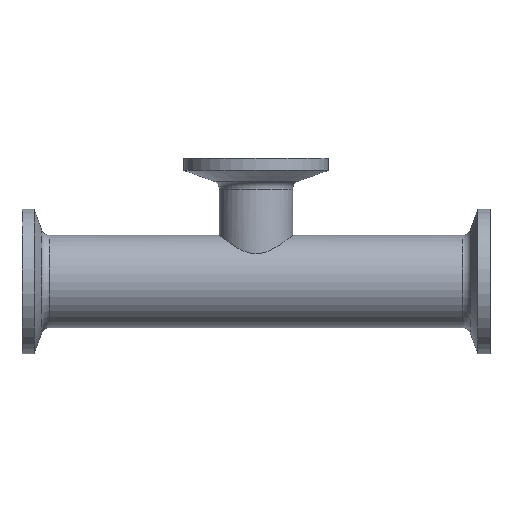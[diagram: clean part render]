
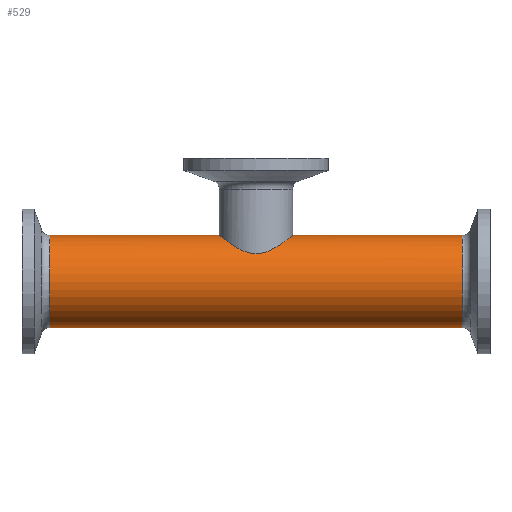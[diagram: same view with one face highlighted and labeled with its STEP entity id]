
A CAD part, front view. The second image highlights one B-rep face of the part: STEP entity #529.
In plain terms, the highlighted cylindrical face has radius 10.85 mm (diameter 21.7 mm), a full revolution.
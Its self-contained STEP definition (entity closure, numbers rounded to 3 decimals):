
#17=FACE_BOUND('',#131,.T.);
#29=B_SPLINE_CURVE_WITH_KNOTS('',3,(#884,#885,#886,#887,#888,#889,#890,
#891,#892,#893,#894,#895,#896,#897),.UNSPECIFIED.,.F.,.F.,(4,2,2,2,2,2,
4),(0.,0.216,0.431,0.685,0.938,
1.153,1.368),.UNSPECIFIED.);
#30=B_SPLINE_CURVE_WITH_KNOTS('',3,(#898,#899,#900,#901,#902,#903,#904,
#905,#906,#907,#908,#909,#910,#911,#912,#913,#914,#915,#916,#917,#918,#919,
#920,#921,#922,#923,#924,#925,#926,#927,#928,#929,#930,#931,#932,#933,#934,
#935),.UNSPECIFIED.,.F.,.F.,(4,2,2,2,2,2,2,2,2,2,2,2,2,2,2,2,2,2,4),(1.368,
1.583,1.798,2.051,2.305,2.52,
2.736,2.951,3.167,3.421,3.674,
3.889,4.104,4.319,4.533,4.787,
5.041,5.256,5.472),.UNSPECIFIED.);
#35=CYLINDRICAL_SURFACE('',#608,10.85);
#46=LINE('',#990,#62);
#62=VECTOR('',#751,10.85);
#94=FACE_OUTER_BOUND('',#130,.T.);
#130=EDGE_LOOP('',(#406,#407,#408,#409,#410,#411));
#131=EDGE_LOOP('',(#412,#413));
#176=CIRCLE('',#601,10.85);
#180=CIRCLE('',#605,10.85);
#182=CIRCLE('',#609,10.85);
#183=CIRCLE('',#610,10.85);
#220=VERTEX_POINT('',#881);
#221=VERTEX_POINT('',#883);
#233=VERTEX_POINT('',#973);
#234=VERTEX_POINT('',#974);
#238=VERTEX_POINT('',#987);
#239=VERTEX_POINT('',#988);
#274=EDGE_CURVE('',#221,#220,#29,.T.);
#275=EDGE_CURVE('',#220,#221,#30,.T.);
#293=EDGE_CURVE('',#233,#234,#176,.T.);
#297=EDGE_CURVE('',#234,#233,#180,.T.);
#300=EDGE_CURVE('',#238,#239,#182,.T.);
#301=EDGE_CURVE('',#238,#233,#46,.T.);
#302=EDGE_CURVE('',#239,#238,#183,.T.);
#406=ORIENTED_EDGE('',*,*,#300,.F.);
#407=ORIENTED_EDGE('',*,*,#301,.T.);
#408=ORIENTED_EDGE('',*,*,#297,.F.);
#409=ORIENTED_EDGE('',*,*,#293,.F.);
#410=ORIENTED_EDGE('',*,*,#301,.F.);
#411=ORIENTED_EDGE('',*,*,#302,.F.);
#412=ORIENTED_EDGE('',*,*,#274,.T.);
#413=ORIENTED_EDGE('',*,*,#275,.T.);
#529=ADVANCED_FACE('',(#94,#17),#35,.T.);
#601=AXIS2_PLACEMENT_3D('',#975,#732,#733);
#605=AXIS2_PLACEMENT_3D('',#981,#740,#741);
#608=AXIS2_PLACEMENT_3D('',#986,#747,#748);
#609=AXIS2_PLACEMENT_3D('',#989,#749,#750);
#610=AXIS2_PLACEMENT_3D('',#991,#752,#753);
#732=DIRECTION('center_axis',(-1.,0.,0.));
#733=DIRECTION('ref_axis',(0.,1.,0.));
#740=DIRECTION('center_axis',(-1.,0.,0.));
#741=DIRECTION('ref_axis',(0.,1.,0.));
#747=DIRECTION('center_axis',(1.,0.,0.));
#748=DIRECTION('ref_axis',(0.,1.,0.));
#749=DIRECTION('center_axis',(1.,0.,0.));
#750=DIRECTION('ref_axis',(0.,-1.,0.));
#751=DIRECTION('',(-1.,0.,0.));
#752=DIRECTION('center_axis',(1.,0.,0.));
#753=DIRECTION('ref_axis',(0.,-1.,0.));
#881=CARTESIAN_POINT('',(-8.65,0.,10.85));
#883=CARTESIAN_POINT('',(0.,-8.65,6.55));
#884=CARTESIAN_POINT('Ctrl Pts',(0.,-8.65,6.55));
#885=CARTESIAN_POINT('Ctrl Pts',(-0.718,-8.65,6.55));
#886=CARTESIAN_POINT('Ctrl Pts',(-1.477,-8.555,6.68));
#887=CARTESIAN_POINT('Ctrl Pts',(-2.901,-8.182,7.132));
#888=CARTESIAN_POINT('Ctrl Pts',(-3.57,-7.906,7.444));
#889=CARTESIAN_POINT('Ctrl Pts',(-4.813,-7.228,8.108));
#890=CARTESIAN_POINT('Ctrl Pts',(-5.479,-6.744,8.529));
#891=CARTESIAN_POINT('Ctrl Pts',(-6.653,-5.589,9.326));
#892=CARTESIAN_POINT('Ctrl Pts',(-7.161,-4.917,9.701));
#893=CARTESIAN_POINT('Ctrl Pts',(-7.876,-3.638,10.242));
#894=CARTESIAN_POINT('Ctrl Pts',(-8.168,-2.947,10.469));
#895=CARTESIAN_POINT('Ctrl Pts',(-8.555,-1.486,10.774));
#896=CARTESIAN_POINT('Ctrl Pts',(-8.65,-0.716,10.85));
#897=CARTESIAN_POINT('Ctrl Pts',(-8.65,0.,10.85));
#898=CARTESIAN_POINT('Ctrl Pts',(-8.65,0.,10.85));
#899=CARTESIAN_POINT('Ctrl Pts',(-8.65,0.716,10.85));
#900=CARTESIAN_POINT('Ctrl Pts',(-8.555,1.486,10.774));
#901=CARTESIAN_POINT('Ctrl Pts',(-8.168,2.947,10.469));
#902=CARTESIAN_POINT('Ctrl Pts',(-7.876,3.638,10.242));
#903=CARTESIAN_POINT('Ctrl Pts',(-7.161,4.917,9.701));
#904=CARTESIAN_POINT('Ctrl Pts',(-6.653,5.589,9.326));
#905=CARTESIAN_POINT('Ctrl Pts',(-5.479,6.744,8.529));
#906=CARTESIAN_POINT('Ctrl Pts',(-4.813,7.228,8.108));
#907=CARTESIAN_POINT('Ctrl Pts',(-3.57,7.906,7.444));
#908=CARTESIAN_POINT('Ctrl Pts',(-2.901,8.182,7.132));
#909=CARTESIAN_POINT('Ctrl Pts',(-1.477,8.555,6.68));
#910=CARTESIAN_POINT('Ctrl Pts',(-0.718,8.65,6.55));
#911=CARTESIAN_POINT('Ctrl Pts',(0.718,8.65,6.55));
#912=CARTESIAN_POINT('Ctrl Pts',(1.477,8.555,6.68));
#913=CARTESIAN_POINT('Ctrl Pts',(2.901,8.182,7.132));
#914=CARTESIAN_POINT('Ctrl Pts',(3.57,7.906,7.444));
#915=CARTESIAN_POINT('Ctrl Pts',(4.813,7.228,8.108));
#916=CARTESIAN_POINT('Ctrl Pts',(5.479,6.744,8.529));
#917=CARTESIAN_POINT('Ctrl Pts',(6.653,5.589,9.326));
#918=CARTESIAN_POINT('Ctrl Pts',(7.161,4.917,9.701));
#919=CARTESIAN_POINT('Ctrl Pts',(7.876,3.638,10.242));
#920=CARTESIAN_POINT('Ctrl Pts',(8.168,2.947,10.469));
#921=CARTESIAN_POINT('Ctrl Pts',(8.555,1.486,10.774));
#922=CARTESIAN_POINT('Ctrl Pts',(8.65,0.716,10.85));
#923=CARTESIAN_POINT('Ctrl Pts',(8.65,-0.716,10.85));
#924=CARTESIAN_POINT('Ctrl Pts',(8.555,-1.486,10.774));
#925=CARTESIAN_POINT('Ctrl Pts',(8.168,-2.947,10.469));
#926=CARTESIAN_POINT('Ctrl Pts',(7.876,-3.638,10.242));
#927=CARTESIAN_POINT('Ctrl Pts',(7.161,-4.917,9.701));
#928=CARTESIAN_POINT('Ctrl Pts',(6.653,-5.589,9.326));
#929=CARTESIAN_POINT('Ctrl Pts',(5.479,-6.744,8.529));
#930=CARTESIAN_POINT('Ctrl Pts',(4.813,-7.228,8.108));
#931=CARTESIAN_POINT('Ctrl Pts',(3.57,-7.906,7.444));
#932=CARTESIAN_POINT('Ctrl Pts',(2.901,-8.182,7.132));
#933=CARTESIAN_POINT('Ctrl Pts',(1.477,-8.555,6.68));
#934=CARTESIAN_POINT('Ctrl Pts',(0.718,-8.65,6.55));
#935=CARTESIAN_POINT('Ctrl Pts',(0.,-8.65,6.55));
#973=CARTESIAN_POINT('',(-48.511,-10.85,0.));
#974=CARTESIAN_POINT('',(-48.511,0.,-10.85));
#975=CARTESIAN_POINT('Origin',(-48.511,0.,0.));
#981=CARTESIAN_POINT('Origin',(-48.511,0.,0.));
#986=CARTESIAN_POINT('Origin',(0.,0.,0.));
#987=CARTESIAN_POINT('',(48.511,-10.85,0.));
#988=CARTESIAN_POINT('',(48.511,0.,10.85));
#989=CARTESIAN_POINT('Origin',(48.511,0.,0.));
#990=CARTESIAN_POINT('',(0.,-10.85,0.));
#991=CARTESIAN_POINT('Origin',(48.511,0.,0.));
